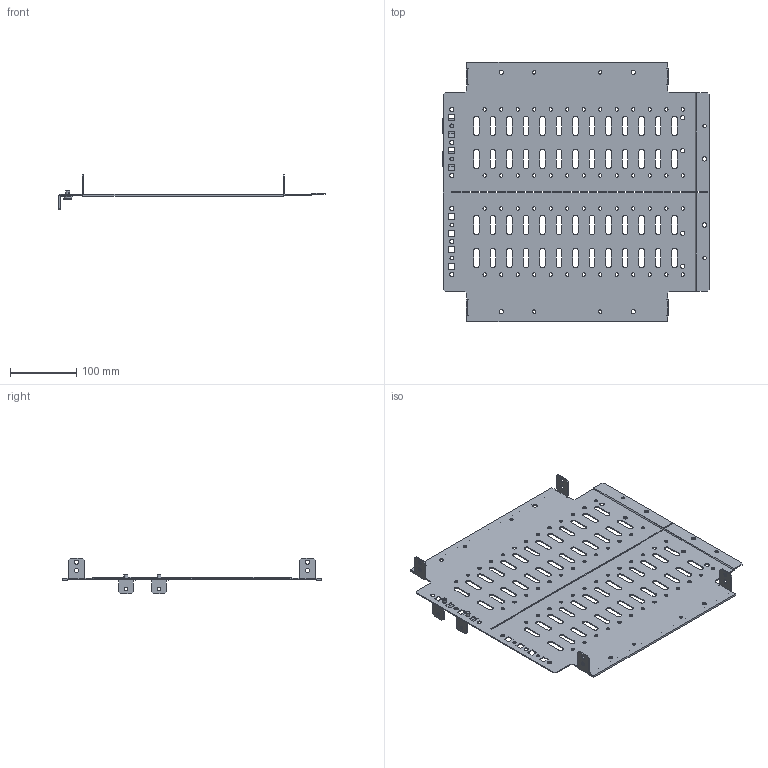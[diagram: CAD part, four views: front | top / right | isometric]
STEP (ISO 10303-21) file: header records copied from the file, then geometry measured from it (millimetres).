
FILE_DESCRIPTION (( 'STEP AP203' ), '1' );
FILE_NAME ('FO-00-SWH-040-040 FORMAT Ïåðåãîðîäêà ñåêö. ãîðèç. 400õ400 øêàô ãëóá. 800 IEK.STEP', '2024-07-25T12:29:28', ( '' ), ( '' ), 'SwSTEP 2.0', 'SolidWorks 2022', '' );
FILE_SCHEMA (( 'CONFIG_CONTROL_DESIGN' ));
Length unit declared in the file: millimetre
Products named in the file (1): FO-00-SWH-040-040 FORMAT Перегородка секц. гориз. 400х400 шкаф глуб. 800 IEK
Bounding box: 403.5 x 393.6 x 54 mm (x, y, z)
Volume: 219584.6 mm3; surface area: 293941.7 mm2
Topology: 5 solids, 5 shells, 728 faces, 2132 edges, 1416 vertices
Faces by surface type: plane 390, cylinder 322, cone 8, torus 8
Entity records: 25037 total; most frequent: CARTESIAN_POINT 4277, ORIENTED_EDGE 4264, DIRECTION 4258, EDGE_CURVE 2132, LINE 1464, VECTOR 1464, VERTEX_POINT 1416, AXIS2_PLACEMENT_3D 1397
